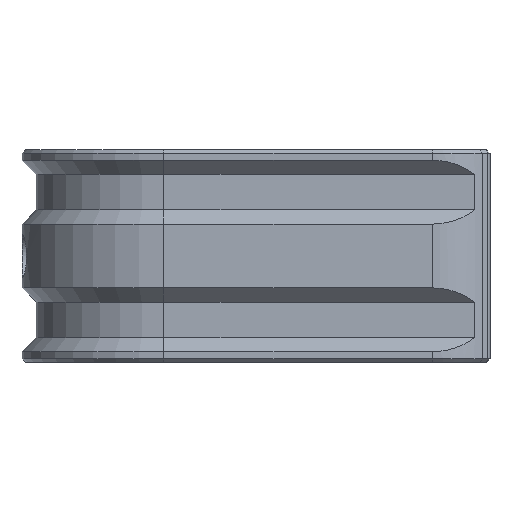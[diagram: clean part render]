
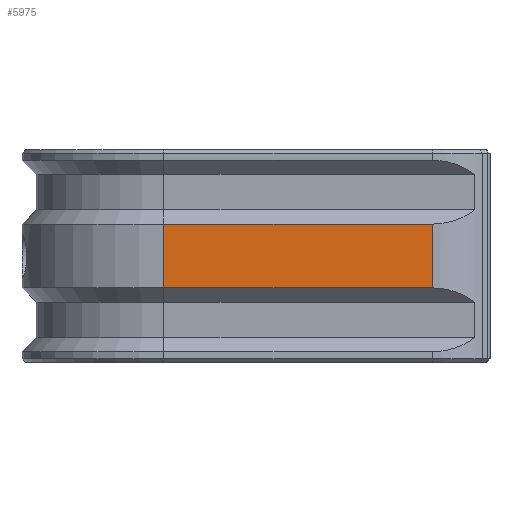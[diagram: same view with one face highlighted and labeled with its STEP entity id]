
A CAD part, left-side view. The second image highlights one B-rep face of the part: STEP entity #5975.
In plain terms, the highlighted planar face has unit normal (-1, 0, 0).
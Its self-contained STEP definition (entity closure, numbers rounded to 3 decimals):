
#1533 = CYLINDRICAL_SURFACE('',#1534,5.);
#1534 = AXIS2_PLACEMENT_3D('',#1535,#1536,#1537);
#1535 = CARTESIAN_POINT('',(-16.,-3.929,0.));
#1536 = DIRECTION('',(0.,0.,1.));
#1537 = DIRECTION('',(-1.,0.,0.));
#3340 = VERTEX_POINT('',#3341);
#3341 = CARTESIAN_POINT('',(-21.,-3.929,9.75));
#3362 = PLANE('',#3363);
#3363 = AXIS2_PLACEMENT_3D('',#3364,#3365,#3366);
#3364 = CARTESIAN_POINT('',(-22.,-10.,8.75));
#3365 = DIRECTION('',(-0.707,0.,0.707));
#3366 = DIRECTION('',(0.707,0.,0.707)
  );
#3374 = EDGE_CURVE('',#3375,#3340,#3377,.T.);
#3375 = VERTEX_POINT('',#3376);
#3376 = CARTESIAN_POINT('',(-21.,-3.929,5.25));
#3377 = SURFACE_CURVE('',#3378,(#3382,#3389),.PCURVE_S1.);
#3378 = LINE('',#3379,#3380);
#3379 = CARTESIAN_POINT('',(-21.,-3.929,0.));
#3380 = VECTOR('',#3381,1.);
#3381 = DIRECTION('',(0.,0.,1.));
#3382 = PCURVE('',#1533,#3383);
#3383 = DEFINITIONAL_REPRESENTATION('',(#3384),#3388);
#3384 = LINE('',#3385,#3386);
#3385 = CARTESIAN_POINT('',(0.,0.));
#3386 = VECTOR('',#3387,1.);
#3387 = DIRECTION('',(0.,1.));
#3388 = ( GEOMETRIC_REPRESENTATION_CONTEXT(2) 
PARAMETRIC_REPRESENTATION_CONTEXT() REPRESENTATION_CONTEXT('2D SPACE',''
  ) );
#3389 = PCURVE('',#3390,#3395);
#3390 = PLANE('',#3391);
#3391 = AXIS2_PLACEMENT_3D('',#3392,#3393,#3394);
#3392 = CARTESIAN_POINT('',(-21.,25.,0.));
#3393 = DIRECTION('',(1.,0.,0.));
#3394 = DIRECTION('',(0.,-1.,0.));
#3395 = DEFINITIONAL_REPRESENTATION('',(#3396),#3400);
#3396 = LINE('',#3397,#3398);
#3397 = CARTESIAN_POINT('',(28.929,-0.));
#3398 = VECTOR('',#3399,1.);
#3399 = DIRECTION('',(0.,-1.));
#3400 = ( GEOMETRIC_REPRESENTATION_CONTEXT(2) 
PARAMETRIC_REPRESENTATION_CONTEXT() REPRESENTATION_CONTEXT('2D SPACE',''
  ) );
#3425 = PLANE('',#3426);
#3426 = AXIS2_PLACEMENT_3D('',#3427,#3428,#3429);
#3427 = CARTESIAN_POINT('',(-20.,-10.,4.25));
#3428 = DIRECTION('',(-0.707,0.,-0.707));
#3429 = DIRECTION('',(-0.707,0.,0.707)
  );
#5930 = EDGE_CURVE('',#3375,#5931,#5933,.T.);
#5931 = VERTEX_POINT('',#5932);
#5932 = CARTESIAN_POINT('',(-21.,15.,5.25));
#5933 = SURFACE_CURVE('',#5934,(#5938,#5944),.PCURVE_S1.);
#5934 = LINE('',#5935,#5936);
#5935 = CARTESIAN_POINT('',(-21.,7.5,5.25));
#5936 = VECTOR('',#5937,1.);
#5937 = DIRECTION('',(0.,1.,0.));
#5938 = PCURVE('',#3425,#5939);
#5939 = DEFINITIONAL_REPRESENTATION('',(#5940),#5943);
#5940 = B_SPLINE_CURVE_WITH_KNOTS('',1,(#5941,#5942),.UNSPECIFIED.,.F.,
  .F.,(2,2),(-13.322,9.393),.PIECEWISE_BEZIER_KNOTS.);
#5941 = CARTESIAN_POINT('',(1.414,4.178));
#5942 = CARTESIAN_POINT('',(1.414,26.893));
#5943 = ( GEOMETRIC_REPRESENTATION_CONTEXT(2) 
PARAMETRIC_REPRESENTATION_CONTEXT() REPRESENTATION_CONTEXT('2D SPACE',''
  ) );
#5944 = PCURVE('',#3390,#5945);
#5945 = DEFINITIONAL_REPRESENTATION('',(#5946),#5949);
#5946 = B_SPLINE_CURVE_WITH_KNOTS('',1,(#5947,#5948),.UNSPECIFIED.,.F.,
  .F.,(2,2),(-13.322,9.393),.PIECEWISE_BEZIER_KNOTS.);
#5947 = CARTESIAN_POINT('',(30.822,-5.25));
#5948 = CARTESIAN_POINT('',(8.107,-5.25));
#5949 = ( GEOMETRIC_REPRESENTATION_CONTEXT(2) 
PARAMETRIC_REPRESENTATION_CONTEXT() REPRESENTATION_CONTEXT('2D SPACE',''
  ) );
#5975 = ADVANCED_FACE('',(#5976),#3390,.F.);
#5976 = FACE_BOUND('',#5977,.F.);
#5977 = EDGE_LOOP('',(#5978,#5979,#5980,#6008));
#5978 = ORIENTED_EDGE('',*,*,#3374,.F.);
#5979 = ORIENTED_EDGE('',*,*,#5930,.T.);
#5980 = ORIENTED_EDGE('',*,*,#5981,.T.);
#5981 = EDGE_CURVE('',#5931,#5982,#5984,.T.);
#5982 = VERTEX_POINT('',#5983);
#5983 = CARTESIAN_POINT('',(-21.,15.,9.75));
#5984 = SURFACE_CURVE('',#5985,(#5989,#5996),.PCURVE_S1.);
#5985 = LINE('',#5986,#5987);
#5986 = CARTESIAN_POINT('',(-21.,15.,0.));
#5987 = VECTOR('',#5988,1.);
#5988 = DIRECTION('',(0.,0.,1.));
#5989 = PCURVE('',#3390,#5990);
#5990 = DEFINITIONAL_REPRESENTATION('',(#5991),#5995);
#5991 = LINE('',#5992,#5993);
#5992 = CARTESIAN_POINT('',(10.,0.));
#5993 = VECTOR('',#5994,1.);
#5994 = DIRECTION('',(0.,-1.));
#5995 = ( GEOMETRIC_REPRESENTATION_CONTEXT(2) 
PARAMETRIC_REPRESENTATION_CONTEXT() REPRESENTATION_CONTEXT('2D SPACE',''
  ) );
#5996 = PCURVE('',#5997,#6002);
#5997 = CYLINDRICAL_SURFACE('',#5998,10.);
#5998 = AXIS2_PLACEMENT_3D('',#5999,#6000,#6001);
#5999 = CARTESIAN_POINT('',(-11.,15.,0.));
#6000 = DIRECTION('',(0.,0.,1.));
#6001 = DIRECTION('',(0.,1.,0.));
#6002 = DEFINITIONAL_REPRESENTATION('',(#6003),#6007);
#6003 = LINE('',#6004,#6005);
#6004 = CARTESIAN_POINT('',(1.571,0.));
#6005 = VECTOR('',#6006,1.);
#6006 = DIRECTION('',(0.,1.));
#6007 = ( GEOMETRIC_REPRESENTATION_CONTEXT(2) 
PARAMETRIC_REPRESENTATION_CONTEXT() REPRESENTATION_CONTEXT('2D SPACE',''
  ) );
#6008 = ORIENTED_EDGE('',*,*,#6009,.T.);
#6009 = EDGE_CURVE('',#5982,#3340,#6010,.T.);
#6010 = SURFACE_CURVE('',#6011,(#6015,#6021),.PCURVE_S1.);
#6011 = LINE('',#6012,#6013);
#6012 = CARTESIAN_POINT('',(-21.,7.5,9.75));
#6013 = VECTOR('',#6014,1.);
#6014 = DIRECTION('',(0.,-1.,0.));
#6015 = PCURVE('',#3390,#6016);
#6016 = DEFINITIONAL_REPRESENTATION('',(#6017),#6020);
#6017 = B_SPLINE_CURVE_WITH_KNOTS('',1,(#6018,#6019),.UNSPECIFIED.,.F.,
  .F.,(2,2),(-9.393,13.322),.PIECEWISE_BEZIER_KNOTS.);
#6018 = CARTESIAN_POINT('',(8.107,-9.75));
#6019 = CARTESIAN_POINT('',(30.822,-9.75));
#6020 = ( GEOMETRIC_REPRESENTATION_CONTEXT(2) 
PARAMETRIC_REPRESENTATION_CONTEXT() REPRESENTATION_CONTEXT('2D SPACE',''
  ) );
#6021 = PCURVE('',#3362,#6022);
#6022 = DEFINITIONAL_REPRESENTATION('',(#6023),#6026);
#6023 = B_SPLINE_CURVE_WITH_KNOTS('',1,(#6024,#6025),.UNSPECIFIED.,.F.,
  .F.,(2,2),(-9.393,13.322),.PIECEWISE_BEZIER_KNOTS.);
#6024 = CARTESIAN_POINT('',(1.414,26.893));
#6025 = CARTESIAN_POINT('',(1.414,4.178));
#6026 = ( GEOMETRIC_REPRESENTATION_CONTEXT(2) 
PARAMETRIC_REPRESENTATION_CONTEXT() REPRESENTATION_CONTEXT('2D SPACE',''
  ) );
